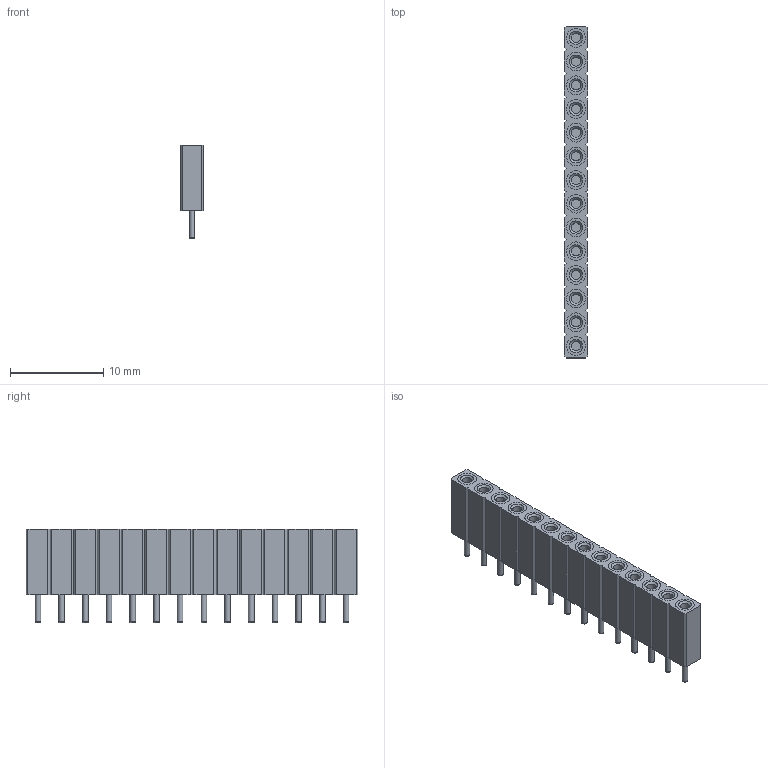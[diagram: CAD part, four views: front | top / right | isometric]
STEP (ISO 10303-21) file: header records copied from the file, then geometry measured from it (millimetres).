
FILE_DESCRIPTION(('FreeCAD Model'),'2;1');
FILE_NAME('Open CASCADE Shape Model','2022-08-01T22:42:23',(''),(''), 'Open CASCADE STEP processor 7.6','FreeCAD','Unknown');
FILE_SCHEMA(('AUTOMOTIVE_DESIGN { 1 0 10303 214 1 1 1 1 }'));
Length unit declared in the file: millimetre
Products named in the file (3): PinSocket_7.0 mm_1x014_P2.54mm_Vertical; MainBody; Connector
Assembly tree (2 placements, depth 2):
  PinSocket_7.0 mm_1x014_P2.54mm_Vertical
    MainBody
    Connector
Bounding box: 2.54 x 35.56 x 10 mm (x, y, z)
Volume: 598.9 mm3; surface area: 2249.4 mm2
Topology: 15 solids, 15 shells, 256 faces, 538 edges, 340 vertices
Faces by surface type: plane 144, cylinder 70, cone 28, torus 14
Full cylindrical faces by diameter (mm): 0.6 x14, 1 x28, 2 x28
Entity records: 7010 total; most frequent: DIRECTION 1238, CARTESIAN_POINT 1137, ORIENTED_EDGE 1076, EDGE_CURVE 538, AXIS2_PLACEMENT_3D 441, LINE 356, VECTOR 356, VERTEX_POINT 340
